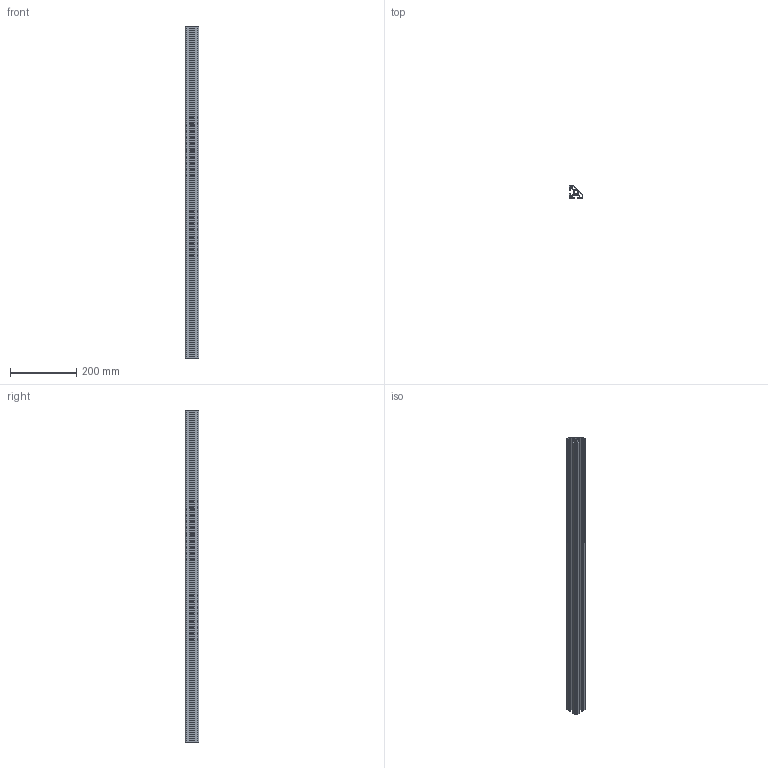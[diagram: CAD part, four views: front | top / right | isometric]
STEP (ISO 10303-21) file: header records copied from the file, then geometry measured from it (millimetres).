
FILE_DESCRIPTION (( 'STEP AP214' ), '1' );
FILE_NAME ('Ñáîðêà10.STEP', '2025-02-18T12:29:40', ( '' ), ( '' ), 'SwSTEP 2.0', 'SolidWorks 2024', '' );
FILE_SCHEMA (( 'AUTOMOTIVE_DESIGN' ));
Length unit declared in the file: millimetre
Products named in the file (2): Сборка10; 444TL Профиль конструкционный 40х40TL_00
Assembly tree (1 placements, depth 2):
  Сборка10
    444TL Профиль конструкционный 40х40TL_00
Bounding box: 40 x 40 x 1000 mm (x, y, z)
Volume: 380552.4 mm3; surface area: 415780.1 mm2
Topology: 1 solids, 1 shells, 163 faces, 483 edges, 322 vertices
Faces by surface type: plane 93, cylinder 70
Entity records: 5548 total; most frequent: CARTESIAN_POINT 972, ORIENTED_EDGE 966, DIRECTION 957, EDGE_CURVE 483, VECTOR 343, LINE 343, VERTEX_POINT 322, AXIS2_PLACEMENT_3D 307
